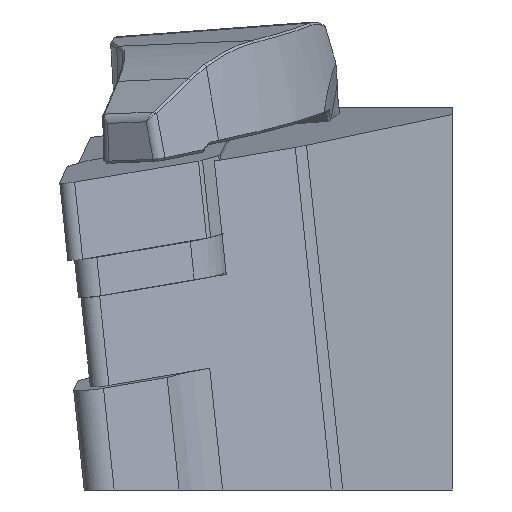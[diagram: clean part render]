
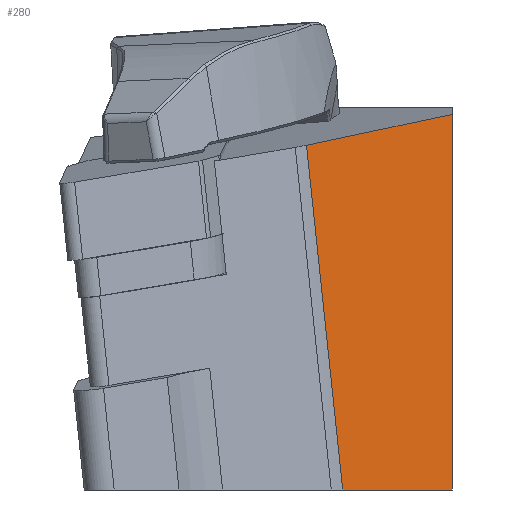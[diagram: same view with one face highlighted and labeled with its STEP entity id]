
A CAD part, left-side view. The second image highlights one B-rep face of the part: STEP entity #280.
In plain terms, the highlighted planar face has unit normal (-0.703, -0.711, 0).
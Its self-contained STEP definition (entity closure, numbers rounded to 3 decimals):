
#280=ADVANCED_FACE('',(#468),#403,.T.);
#403=PLANE('',#2251);
#468=FACE_OUTER_BOUND('',#592,.T.);
#592=EDGE_LOOP('',(#812,#813,#814,#815));
#812=ORIENTED_EDGE('',*,*,#1639,.T.);
#813=ORIENTED_EDGE('',*,*,#1640,.F.);
#814=ORIENTED_EDGE('',*,*,#1618,.F.);
#815=ORIENTED_EDGE('',*,*,#1598,.T.);
#1388=VERTEX_POINT('',#3024);
#1389=VERTEX_POINT('',#3026);
#1403=VERTEX_POINT('',#3064);
#1417=VERTEX_POINT('',#3103);
#1598=EDGE_CURVE('',#1389,#1388,#1913,.T.);
#1618=EDGE_CURVE('',#1389,#1403,#1933,.T.);
#1639=EDGE_CURVE('',#1388,#1417,#1951,.T.);
#1640=EDGE_CURVE('',#1403,#1417,#1952,.T.);
#1913=LINE('',#3025,#2083);
#1933=LINE('',#3063,#2103);
#1951=LINE('',#3104,#2121);
#1952=LINE('',#3106,#2122);
#2083=VECTOR('',#2452,1.);
#2103=VECTOR('',#2480,1.);
#2121=VECTOR('',#2514,1.);
#2122=VECTOR('',#2517,1.);
#2251=AXIS2_PLACEMENT_3D('',#3107,#2518,#2519);
#2452=DIRECTION('',(-0.703,0.696,-0.147));
#2480=DIRECTION('',(-0.001,0.,-1.));
#2514=DIRECTION('',(0.105,-0.104,-0.989));
#2517=DIRECTION('',(-0.711,0.703,0.));
#2518=DIRECTION('',(-0.703,-0.711,0.));
#2519=DIRECTION('',(-0.711,0.703,0.));
#3024=CARTESIAN_POINT('',(12.658,11.884,3.096));
#3025=CARTESIAN_POINT('',(-25.416,49.54,-4.886));
#3026=CARTESIAN_POINT('',(24.674,0.,5.615));
#3063=CARTESIAN_POINT('',(24.665,0.,-11.024));
#3064=CARTESIAN_POINT('',(24.657,0.,-25.));
#3103=CARTESIAN_POINT('',(15.627,8.931,-25.));
#3104=CARTESIAN_POINT('',(14.403,10.148,-13.422));
#3106=CARTESIAN_POINT('',(20.004,4.602,-25.));
#3107=CARTESIAN_POINT('',(175.446,-149.125,20.338));
